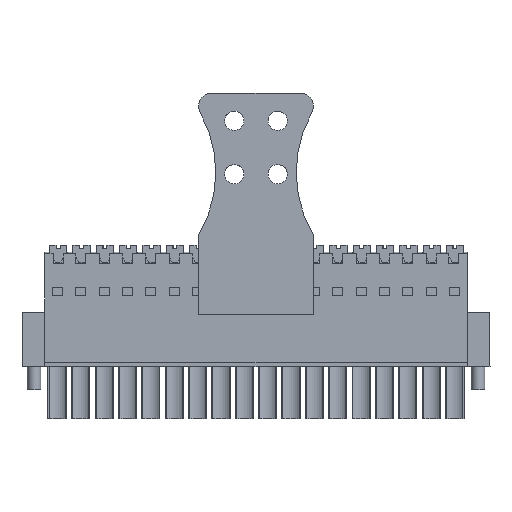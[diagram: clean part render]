
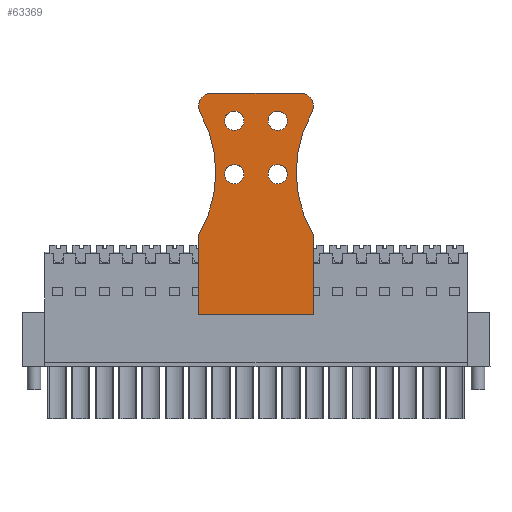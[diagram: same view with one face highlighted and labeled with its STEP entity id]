
A CAD part, front view. The second image highlights one B-rep face of the part: STEP entity #63369.
In plain terms, the highlighted planar face has unit normal (0, -1, 0).
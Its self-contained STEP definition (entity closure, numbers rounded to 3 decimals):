
#63229=AXIS2_PLACEMENT_3D('Plane Axis2P3D',#63226,#63227,#63228) ;
#63249=AXIS2_PLACEMENT_3D('Circle Axis2P3D',#63247,#63248,$) ;
#63256=AXIS2_PLACEMENT_3D('Circle Axis2P3D',#63254,#63255,$) ;
#63270=AXIS2_PLACEMENT_3D('Circle Axis2P3D',#63268,#63269,$) ;
#63277=AXIS2_PLACEMENT_3D('Circle Axis2P3D',#63275,#63276,$) ;
#63299=AXIS2_PLACEMENT_3D('Circle Axis2P3D',#63297,#63298,$) ;
#63308=AXIS2_PLACEMENT_3D('Circle Axis2P3D',#63306,#63307,$) ;
#63317=AXIS2_PLACEMENT_3D('Circle Axis2P3D',#63315,#63316,$) ;
#63326=AXIS2_PLACEMENT_3D('Circle Axis2P3D',#63324,#63325,$) ;
#63335=AXIS2_PLACEMENT_3D('Circle Axis2P3D',#63333,#63334,$) ;
#63344=AXIS2_PLACEMENT_3D('Circle Axis2P3D',#63342,#63343,$) ;
#63353=AXIS2_PLACEMENT_3D('Circle Axis2P3D',#63351,#63352,$) ;
#63362=AXIS2_PLACEMENT_3D('Circle Axis2P3D',#63360,#63361,$) ;
#63226=CARTESIAN_POINT('Axis2P3D Location',(21.,0.,0.)) ;
#63231=CARTESIAN_POINT('Line Origine',(35.075,0.,15.7)) ;
#63235=CARTESIAN_POINT('Vertex',(26.515,0.,15.7)) ;
#63237=CARTESIAN_POINT('Vertex',(43.635,0.,15.7)) ;
#63240=CARTESIAN_POINT('Line Origine',(43.635,0.,21.7)) ;
#63244=CARTESIAN_POINT('Vertex',(43.635,0.,27.701)) ;
#63247=CARTESIAN_POINT('Axis2P3D Location',(59.29,0.,36.973)) ;
#63251=CARTESIAN_POINT('Vertex',(43.419,0.,45.872)) ;
#63254=CARTESIAN_POINT('Axis2P3D Location',(41.675,0.,46.85)) ;
#63258=CARTESIAN_POINT('Vertex',(41.675,0.,48.85)) ;
#63261=CARTESIAN_POINT('Line Origine',(35.075,0.,48.85)) ;
#63265=CARTESIAN_POINT('Vertex',(28.475,0.,48.85)) ;
#63268=CARTESIAN_POINT('Axis2P3D Location',(28.475,0.,46.85)) ;
#63272=CARTESIAN_POINT('Vertex',(26.731,0.,45.872)) ;
#63275=CARTESIAN_POINT('Axis2P3D Location',(10.86,0.,36.973)) ;
#63279=CARTESIAN_POINT('Vertex',(26.515,0.,27.701)) ;
#63282=CARTESIAN_POINT('Line Origine',(26.515,0.,21.7)) ;
#63297=CARTESIAN_POINT('Axis2P3D Location',(38.325,0.,36.7)) ;
#63301=CARTESIAN_POINT('Vertex',(36.875,0.,36.7)) ;
#63303=CARTESIAN_POINT('Vertex',(39.775,0.,36.7)) ;
#63306=CARTESIAN_POINT('Axis2P3D Location',(38.325,0.,36.7)) ;
#63315=CARTESIAN_POINT('Axis2P3D Location',(38.325,0.,44.7)) ;
#63319=CARTESIAN_POINT('Vertex',(36.875,0.,44.7)) ;
#63321=CARTESIAN_POINT('Vertex',(39.775,0.,44.7)) ;
#63324=CARTESIAN_POINT('Axis2P3D Location',(38.325,0.,44.7)) ;
#63333=CARTESIAN_POINT('Axis2P3D Location',(31.825,0.,44.7)) ;
#63337=CARTESIAN_POINT('Vertex',(30.375,0.,44.7)) ;
#63339=CARTESIAN_POINT('Vertex',(33.275,0.,44.7)) ;
#63342=CARTESIAN_POINT('Axis2P3D Location',(31.825,0.,44.7)) ;
#63351=CARTESIAN_POINT('Axis2P3D Location',(31.825,0.,36.7)) ;
#63355=CARTESIAN_POINT('Vertex',(30.375,0.,36.7)) ;
#63357=CARTESIAN_POINT('Vertex',(33.275,0.,36.7)) ;
#63360=CARTESIAN_POINT('Axis2P3D Location',(31.825,0.,36.7)) ;
#63227=DIRECTION('Axis2P3D Direction',(0.,-1.,0.)) ;
#63228=DIRECTION('Axis2P3D XDirection',(1.,0.,0.)) ;
#63232=DIRECTION('Vector Direction',(1.,0.,0.)) ;
#63241=DIRECTION('Vector Direction',(0.,0.,-1.)) ;
#63248=DIRECTION('Axis2P3D Direction',(0.,-1.,0.)) ;
#63255=DIRECTION('Axis2P3D Direction',(0.,-1.,0.)) ;
#63262=DIRECTION('Vector Direction',(-1.,0.,0.)) ;
#63269=DIRECTION('Axis2P3D Direction',(0.,-1.,0.)) ;
#63276=DIRECTION('Axis2P3D Direction',(0.,-1.,0.)) ;
#63283=DIRECTION('Vector Direction',(0.,0.,1.)) ;
#63298=DIRECTION('Axis2P3D Direction',(0.,-1.,0.)) ;
#63307=DIRECTION('Axis2P3D Direction',(0.,-1.,0.)) ;
#63316=DIRECTION('Axis2P3D Direction',(0.,-1.,0.)) ;
#63325=DIRECTION('Axis2P3D Direction',(0.,-1.,0.)) ;
#63334=DIRECTION('Axis2P3D Direction',(0.,-1.,0.)) ;
#63343=DIRECTION('Axis2P3D Direction',(0.,-1.,0.)) ;
#63352=DIRECTION('Axis2P3D Direction',(0.,-1.,0.)) ;
#63361=DIRECTION('Axis2P3D Direction',(0.,-1.,0.)) ;
#63233=VECTOR('Line Direction',#63232,1.) ;
#63242=VECTOR('Line Direction',#63241,1.) ;
#63263=VECTOR('Line Direction',#63262,1.) ;
#63284=VECTOR('Line Direction',#63283,1.) ;
#63288=ORIENTED_EDGE('',*,*,#63239,.T.) ;
#63289=ORIENTED_EDGE('',*,*,#63246,.T.) ;
#63290=ORIENTED_EDGE('',*,*,#63253,.T.) ;
#63291=ORIENTED_EDGE('',*,*,#63260,.T.) ;
#63292=ORIENTED_EDGE('',*,*,#63267,.T.) ;
#63293=ORIENTED_EDGE('',*,*,#63274,.T.) ;
#63294=ORIENTED_EDGE('',*,*,#63281,.T.) ;
#63295=ORIENTED_EDGE('',*,*,#63286,.T.) ;
#63312=ORIENTED_EDGE('',*,*,#63305,.F.) ;
#63313=ORIENTED_EDGE('',*,*,#63310,.F.) ;
#63330=ORIENTED_EDGE('',*,*,#63323,.F.) ;
#63331=ORIENTED_EDGE('',*,*,#63328,.F.) ;
#63348=ORIENTED_EDGE('',*,*,#63341,.F.) ;
#63349=ORIENTED_EDGE('',*,*,#63346,.F.) ;
#63366=ORIENTED_EDGE('',*,*,#63359,.F.) ;
#63367=ORIENTED_EDGE('',*,*,#63364,.F.) ;
#63314=FACE_BOUND('',#63311,.T.) ;
#63332=FACE_BOUND('',#63329,.T.) ;
#63350=FACE_BOUND('',#63347,.T.) ;
#63368=FACE_BOUND('',#63365,.T.) ;
#63369=ADVANCED_FACE('Strain relief',(#63296,#63314,#63332,#63350,#63368),#63230,.T.) ;
#63250=CIRCLE('generated circle',#63249,18.195) ;
#63257=CIRCLE('generated circle',#63256,2.) ;
#63271=CIRCLE('generated circle',#63270,2.) ;
#63278=CIRCLE('generated circle',#63277,18.195) ;
#63300=CIRCLE('generated circle',#63299,1.45) ;
#63309=CIRCLE('generated circle',#63308,1.45) ;
#63318=CIRCLE('generated circle',#63317,1.45) ;
#63327=CIRCLE('generated circle',#63326,1.45) ;
#63336=CIRCLE('generated circle',#63335,1.45) ;
#63345=CIRCLE('generated circle',#63344,1.45) ;
#63354=CIRCLE('generated circle',#63353,1.45) ;
#63363=CIRCLE('generated circle',#63362,1.45) ;
#63239=EDGE_CURVE('',#63236,#63238,#63234,.T.) ;
#63246=EDGE_CURVE('',#63238,#63245,#63243,.F.) ;
#63253=EDGE_CURVE('',#63245,#63252,#63250,.F.) ;
#63260=EDGE_CURVE('',#63252,#63259,#63257,.T.) ;
#63267=EDGE_CURVE('',#63259,#63266,#63264,.T.) ;
#63274=EDGE_CURVE('',#63266,#63273,#63271,.T.) ;
#63281=EDGE_CURVE('',#63273,#63280,#63278,.F.) ;
#63286=EDGE_CURVE('',#63280,#63236,#63285,.F.) ;
#63305=EDGE_CURVE('',#63302,#63304,#63300,.T.) ;
#63310=EDGE_CURVE('',#63304,#63302,#63309,.T.) ;
#63323=EDGE_CURVE('',#63320,#63322,#63318,.T.) ;
#63328=EDGE_CURVE('',#63322,#63320,#63327,.T.) ;
#63341=EDGE_CURVE('',#63338,#63340,#63336,.T.) ;
#63346=EDGE_CURVE('',#63340,#63338,#63345,.T.) ;
#63359=EDGE_CURVE('',#63356,#63358,#63354,.T.) ;
#63364=EDGE_CURVE('',#63358,#63356,#63363,.T.) ;
#63287=EDGE_LOOP('',(#63288,#63289,#63290,#63291,#63292,#63293,#63294,#63295)) ;
#63311=EDGE_LOOP('',(#63312,#63313)) ;
#63329=EDGE_LOOP('',(#63330,#63331)) ;
#63347=EDGE_LOOP('',(#63348,#63349)) ;
#63365=EDGE_LOOP('',(#63366,#63367)) ;
#63296=FACE_OUTER_BOUND('',#63287,.T.) ;
#63234=LINE('Line',#63231,#63233) ;
#63243=LINE('Line',#63240,#63242) ;
#63264=LINE('Line',#63261,#63263) ;
#63285=LINE('Line',#63282,#63284) ;
#63230=PLANE('',#63229) ;
#63236=VERTEX_POINT('',#63235) ;
#63238=VERTEX_POINT('',#63237) ;
#63245=VERTEX_POINT('',#63244) ;
#63252=VERTEX_POINT('',#63251) ;
#63259=VERTEX_POINT('',#63258) ;
#63266=VERTEX_POINT('',#63265) ;
#63273=VERTEX_POINT('',#63272) ;
#63280=VERTEX_POINT('',#63279) ;
#63302=VERTEX_POINT('',#63301) ;
#63304=VERTEX_POINT('',#63303) ;
#63320=VERTEX_POINT('',#63319) ;
#63322=VERTEX_POINT('',#63321) ;
#63338=VERTEX_POINT('',#63337) ;
#63340=VERTEX_POINT('',#63339) ;
#63356=VERTEX_POINT('',#63355) ;
#63358=VERTEX_POINT('',#63357) ;
